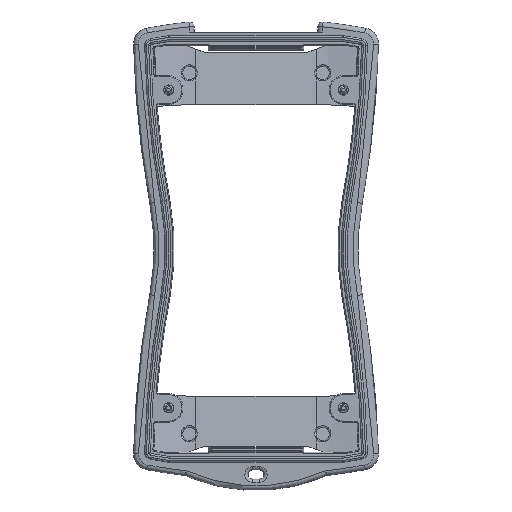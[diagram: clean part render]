
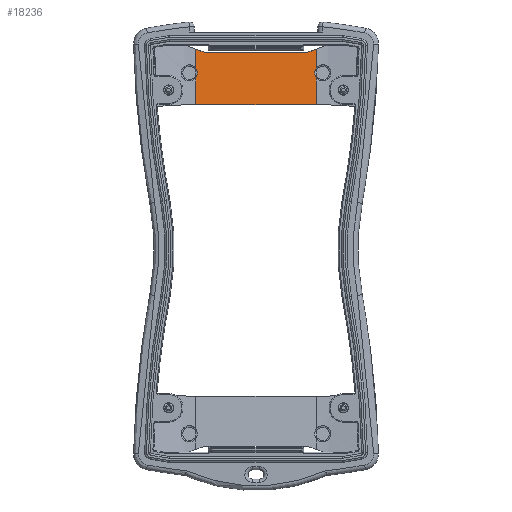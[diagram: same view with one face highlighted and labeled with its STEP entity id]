
A CAD part, top view. The second image highlights one B-rep face of the part: STEP entity #18236.
In plain terms, the highlighted planar face has unit normal (0, 0.087, 0.996).
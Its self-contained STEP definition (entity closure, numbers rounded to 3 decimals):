
#8371=CARTESIAN_POINT('',(16.289,62.,-20.892));
#8372=VERTEX_POINT('',#8371);
#8373=CARTESIAN_POINT('',(16.631,62.06,-20.898));
#8374=VERTEX_POINT('',#8373);
#8375=CARTESIAN_POINT('',(16.289,62.,-20.892));
#8376=CARTESIAN_POINT('',(16.398,62.,-20.892));
#8377=CARTESIAN_POINT('',(16.525,62.022,-20.894));
#8378=CARTESIAN_POINT('',(16.631,62.06,-20.898));
#8379=B_SPLINE_CURVE_WITH_KNOTS('',3,(#8375,#8376,#8377,#8378),.UNSPECIFIED.,.F.,.U.,(4,4),(-0.148,-0.116),.UNSPECIFIED.);
#8380=EDGE_CURVE('',#8372,#8374,#8379,.T.);
#8443=CARTESIAN_POINT('',(19.,62.923,-20.973));
#8444=VERTEX_POINT('',#8443);
#8445=CARTESIAN_POINT('',(16.631,62.06,-20.898));
#8446=DIRECTION('',(0.939,0.342,-0.03));
#8447=VECTOR('',#8446,2.522);
#8448=LINE('',#8445,#8447);
#8449=EDGE_CURVE('',#8444,#8374,#8448,.F.);
#8520=CARTESIAN_POINT('',(-16.289,62.,-20.892));
#8521=VERTEX_POINT('',#8520);
#8529=CARTESIAN_POINT('',(16.289,62.,-20.892));
#8530=DIRECTION('',(-1.0,0.0,0.0));
#8531=VECTOR('',#8530,32.578);
#8532=LINE('',#8529,#8531);
#8533=EDGE_CURVE('',#8372,#8521,#8532,.T.);
#8552=CARTESIAN_POINT('',(-16.631,62.06,-20.898));
#8553=VERTEX_POINT('',#8552);
#8561=CARTESIAN_POINT('',(-16.631,62.06,-20.898));
#8562=CARTESIAN_POINT('',(-16.525,62.022,-20.894));
#8563=CARTESIAN_POINT('',(-16.398,62.,-20.892));
#8564=CARTESIAN_POINT('',(-16.289,62.,-20.892));
#8565=B_SPLINE_CURVE_WITH_KNOTS('',3,(#8561,#8562,#8563,#8564),.UNSPECIFIED.,.F.,.U.,(4,4),(0.116,0.148),.UNSPECIFIED.);
#8566=EDGE_CURVE('',#8553,#8521,#8565,.T.);
#8871=CARTESIAN_POINT('',(-19.,62.923,-20.973));
#8872=VERTEX_POINT('',#8871);
#8880=CARTESIAN_POINT('',(-19.,62.923,-20.973));
#8881=DIRECTION('',(0.939,-0.342,0.03));
#8882=VECTOR('',#8881,2.522);
#8883=LINE('',#8880,#8882);
#8884=EDGE_CURVE('',#8872,#8553,#8883,.T.);
#15522=CARTESIAN_POINT('',(19.,53.86,-20.18));
#15523=VERTEX_POINT('',#15522);
#15524=CARTESIAN_POINT('',(19.,57.02,-20.457));
#15525=VERTEX_POINT('',#15524);
#15526=CARTESIAN_POINT('',(21.0,55.44,-20.318));
#15527=DIRECTION('',(0.0,-0.087,-0.996));
#15528=DIRECTION('',(1.0,0.0,0.0));
#15529=AXIS2_PLACEMENT_3D('',#15526,#15527,#15528);
#15530=CIRCLE('',#15529,2.553);
#15531=EDGE_CURVE('',#15523,#15525,#15530,.T.);
#15614=CARTESIAN_POINT('',(-19.,53.86,-20.18));
#15615=VERTEX_POINT('',#15614);
#15616=CARTESIAN_POINT('',(-19.,57.02,-20.457));
#15617=VERTEX_POINT('',#15616);
#15651=CARTESIAN_POINT('',(-21.0,55.44,-20.318));
#15652=DIRECTION('',(0.0,-0.087,-0.996));
#15653=DIRECTION('',(-1.0,0.0,0.0));
#15654=AXIS2_PLACEMENT_3D('',#15651,#15652,#15653);
#15655=CIRCLE('',#15654,2.553);
#15656=EDGE_CURVE('',#15617,#15615,#15655,.T.);
#15959=CARTESIAN_POINT('',(19.,45.436,-19.443));
#15960=VERTEX_POINT('',#15959);
#15961=CARTESIAN_POINT('',(19.,53.86,-20.18));
#15962=DIRECTION('',(0.0,-0.996,0.087));
#15963=VECTOR('',#15962,8.456);
#15964=LINE('',#15961,#15963);
#15965=EDGE_CURVE('',#15523,#15960,#15964,.T.);
#16014=CARTESIAN_POINT('',(19.,62.923,-20.973));
#16015=DIRECTION('',(0.0,-0.996,0.087));
#16016=VECTOR('',#16015,5.925);
#16017=LINE('',#16014,#16016);
#16018=EDGE_CURVE('',#8444,#15525,#16017,.T.);
#18200=CARTESIAN_POINT('',(0.0,-70.5,-9.3));
#18201=DIRECTION('',(0.0,0.087,0.996));
#18202=DIRECTION('',(1.0,0.0,0.0));
#18203=AXIS2_PLACEMENT_3D('',#18200,#18201,#18202);
#18204=PLANE('',#18203);
#18205=ORIENTED_EDGE('',*,*,#15531,.T.);
#18206=ORIENTED_EDGE('',*,*,#16018,.F.);
#18207=ORIENTED_EDGE('',*,*,#8449,.T.);
#18208=ORIENTED_EDGE('',*,*,#8380,.F.);
#18209=ORIENTED_EDGE('',*,*,#8533,.T.);
#18210=ORIENTED_EDGE('',*,*,#8566,.F.);
#18211=ORIENTED_EDGE('',*,*,#8884,.F.);
#18212=CARTESIAN_POINT('',(-19.,62.923,-20.973));
#18213=DIRECTION('',(0.0,-0.996,0.087));
#18214=VECTOR('',#18213,5.925);
#18215=LINE('',#18212,#18214);
#18216=EDGE_CURVE('',#8872,#15617,#18215,.T.);
#18217=ORIENTED_EDGE('',*,*,#18216,.T.);
#18218=ORIENTED_EDGE('',*,*,#15656,.T.);
#18219=CARTESIAN_POINT('',(-19.,45.436,-19.443));
#18220=VERTEX_POINT('',#18219);
#18221=CARTESIAN_POINT('',(-19.,53.86,-20.18));
#18222=DIRECTION('',(0.0,-0.996,0.087));
#18223=VECTOR('',#18222,8.456);
#18224=LINE('',#18221,#18223);
#18225=EDGE_CURVE('',#15615,#18220,#18224,.T.);
#18226=ORIENTED_EDGE('',*,*,#18225,.T.);
#18227=CARTESIAN_POINT('',(-19.,45.436,-19.443));
#18228=DIRECTION('',(1.0,0.0,0.0));
#18229=VECTOR('',#18228,38.0);
#18230=LINE('',#18227,#18229);
#18231=EDGE_CURVE('',#18220,#15960,#18230,.T.);
#18232=ORIENTED_EDGE('',*,*,#18231,.T.);
#18233=ORIENTED_EDGE('',*,*,#15965,.F.);
#18234=EDGE_LOOP('',(#18205,#18206,#18207,#18208,#18209,#18210,#18211,#18217,#18218,#18226,#18232,#18233));
#18235=FACE_OUTER_BOUND('',#18234,.T.);
#18236=ADVANCED_FACE('',(#18235),#18204,.T.);
